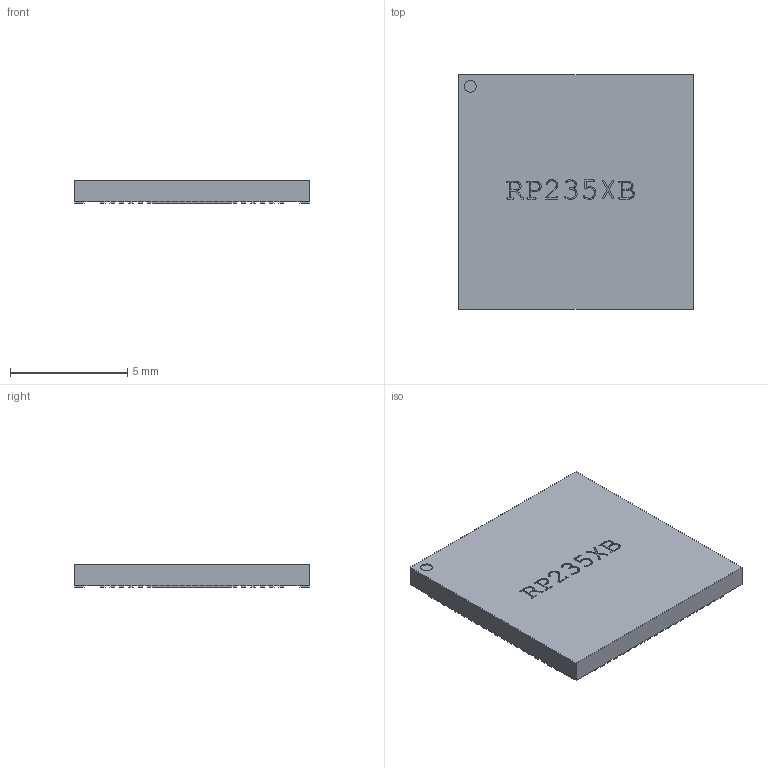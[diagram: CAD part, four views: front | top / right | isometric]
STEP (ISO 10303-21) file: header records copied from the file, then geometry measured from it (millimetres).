
FILE_DESCRIPTION(/* description */ ('FreeCAD Model'),/* implementation_level */ '2;1');
FILE_NAME(/* name */ 'RP235XB.step',/* time_stamp */ '2026-01-15T23:43:30+01:00',/* author */ (''),/* organization */ (''),/* preprocessor_version */ 'ST-DEVELOPER v20.1',/* originating_system */ 'Autodesk Translation Framework v14.21.0.0',/* authorisation */ '');
FILE_SCHEMA (('AUTOMOTIVE_DESIGN { 1 0 10303 214 3 1 1 }'));
Length unit declared in the file: millimetre
Products named in the file (1): rp2350text
Bounding box: 10 x 10 x 0.95 mm (x, y, z)
Volume: 90.8 mm3; surface area: 243.1 mm2
Topology: 1 solids, 1 shells, 655 faces, 1760 edges, 1120 vertices
Faces by surface type: plane 481, bspline 165, cylinder 9
Full cylindrical faces by diameter (mm): 0.5 x1
Entity records: 20890 total; most frequent: CARTESIAN_POINT 5027, ORIENTED_EDGE 3520, DIRECTION 2430, EDGE_CURVE 1760, LINE 1412, VECTOR 1412, VERTEX_POINT 1120, EDGE_LOOP 668
